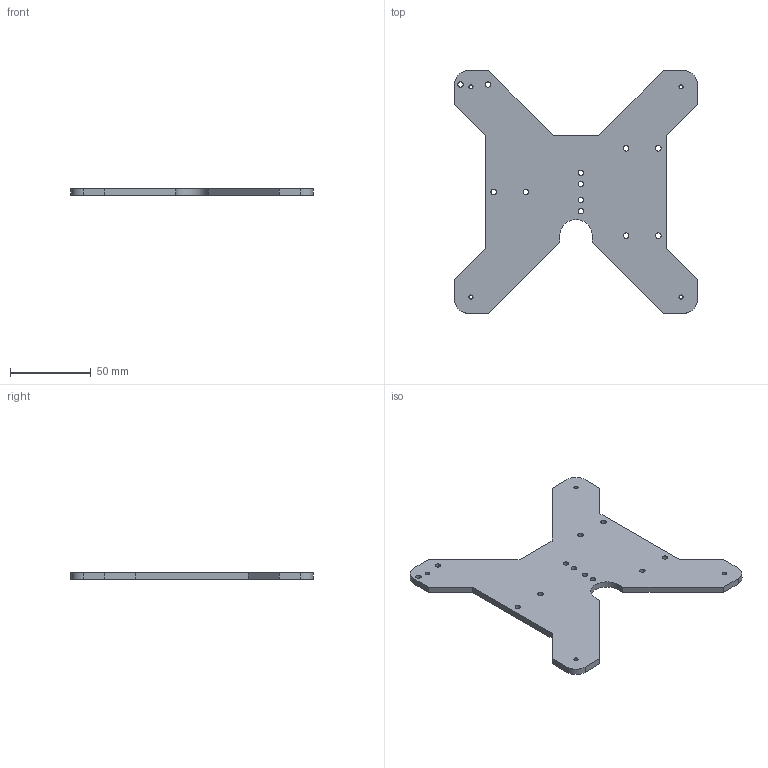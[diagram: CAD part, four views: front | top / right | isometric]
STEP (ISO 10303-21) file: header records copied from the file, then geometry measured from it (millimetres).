
FILE_DESCRIPTION(/* description */ (''),/* implementation_level */ '2;1');
FILE_NAME(/* name */ 'Black - Y Carriage v2.step',/* time_stamp */ '2022-05-23T14:42:58+01:00',/* author */ (''),/* organization */ (''),/* preprocessor_version */ 'ST-DEVELOPER v18.1',/* originating_system */ 'Autodesk Translation Framework v10.14.0.1471',/* authorisation */ '');
FILE_SCHEMA (('AUTOMOTIVE_DESIGN { 1 0 10303 214 3 1 1 }'));
Length unit declared in the file: millimetre
Products named in the file (1): Black - Y Carriage
Bounding box: 150 x 150 x 4 mm (x, y, z)
Volume: 52495.9 mm3; surface area: 29716.5 mm2
Topology: 1 solids, 1 shells, 44 faces, 126 edges, 84 vertices
Faces by surface type: plane 23, cylinder 21
Full cylindrical faces by diameter (mm): 2.529 x4, 3.4 x12
Entity records: 1549 total; most frequent: DIRECTION 258, CARTESIAN_POINT 255, ORIENTED_EDGE 252, EDGE_CURVE 126, AXIS2_PLACEMENT_3D 87, LINE 84, VECTOR 84, VERTEX_POINT 84
